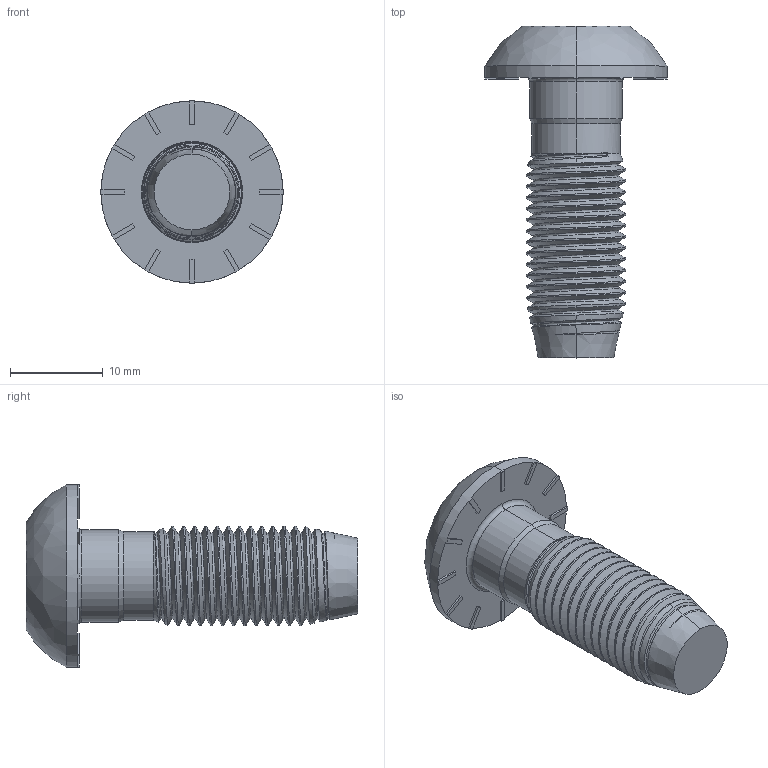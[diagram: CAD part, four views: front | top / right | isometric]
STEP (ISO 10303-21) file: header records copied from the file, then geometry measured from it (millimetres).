
FILE_DESCRIPTION(/* description */ ('Selbstformende Schraube mit Torx'),/* implementation_level */ '2;1');
FILE_NAME(/* name */ '81042_KriTec_Selbstschneidende_Schraube_10_S12x30_Torx.stp',/* time_stamp */ '2016-06-17T15:55:04+02:00',/* author */ ('Steiner'),/* organization */ (''),/* preprocessor_version */ 'ST-DEVELOPER v16.1',/* originating_system */ 'Autodesk Inventor 2016',/* authorisation */ '');
FILE_SCHEMA (('AUTOMOTIVE_DESIGN { 1 0 10303 214 3 1 1 }'));
Length unit declared in the file: millimetre
Products named in the file (1): 81042_KriTec_Selbstschneidende_Schraube_10_S12x30_Torx
Bounding box: 19.6 x 35.7 x 19.6 mm (x, y, z)
Volume: 3362.8 mm3; surface area: 2154.8 mm2
Topology: 1 solids, 1 shells, 135 faces, 381 edges, 250 vertices
Faces by surface type: cylinder 57, plane 53, cone 18, bspline 5, torus 2
Entity records: 8349 total; most frequent: CARTESIAN_POINT 5050, ORIENTED_EDGE 762, DIRECTION 595, EDGE_CURVE 381, VERTEX_POINT 250, AXIS2_PLACEMENT_3D 211, LINE 173, VECTOR 173
